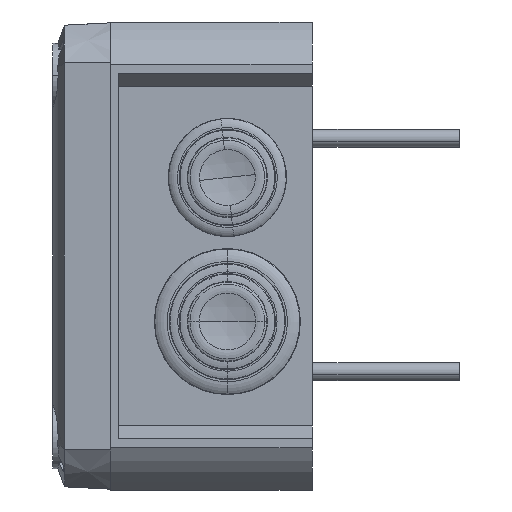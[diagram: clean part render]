
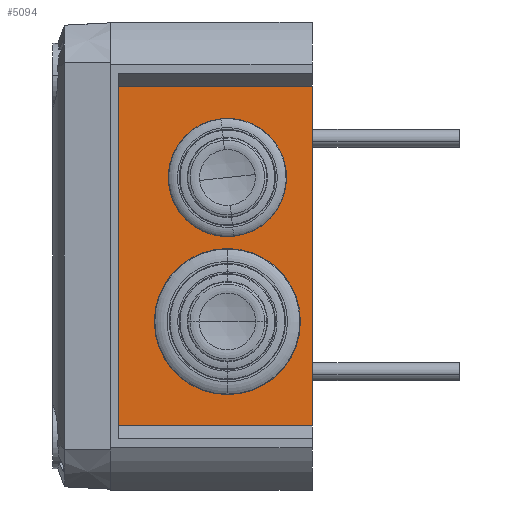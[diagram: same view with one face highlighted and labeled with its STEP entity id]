
A CAD part, left-side view. The second image highlights one B-rep face of the part: STEP entity #5094.
In plain terms, the highlighted planar face has unit normal (-1, 0, 0).
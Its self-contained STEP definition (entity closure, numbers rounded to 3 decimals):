
#519 = EDGE_CURVE ( 'NONE', #5614, #19137, #22523, .T. ) ;
#573 = DIRECTION ( 'NONE',  ( 0., -1., 0. ) ) ;
#771 = FACE_OUTER_BOUND ( 'NONE', #26989, .T. ) ;
#949 = DIRECTION ( 'NONE',  ( 1., 0., 0. ) ) ;
#1136 = CARTESIAN_POINT ( 'NONE',  ( -69.892, 21.723, 19.56 ) ) ;
#1610 = AXIS2_PLACEMENT_3D ( 'NONE', #17957, #3754, #20332 ) ;
#1623 = EDGE_CURVE ( 'NONE', #21062, #18839, #10536, .T. ) ;
#2018 = DIRECTION ( 'NONE',  ( 0., 0., -1. ) ) ;
#2753 = CARTESIAN_POINT ( 'NONE',  ( -69.892, 48.35, -42.347 ) ) ;
#3476 = EDGE_CURVE ( 'NONE', #13032, #14352, #3491, .T. ) ;
#3484 = DIRECTION ( 'NONE',  ( 0., 0., -1. ) ) ;
#3491 = LINE ( 'NONE', #20458, #26061 ) ;
#3754 = DIRECTION ( 'NONE',  ( 1., 0., 0. ) ) ;
#3910 = AXIS2_PLACEMENT_3D ( 'NONE', #16181, #949, #3484 ) ;
#4061 = DIRECTION ( 'NONE',  ( 0., 0., -1. ) ) ;
#4713 = LINE ( 'NONE', #8415, #18079 ) ;
#5094 = ADVANCED_FACE ( 'NONE', ( #26812, #27542, #771 ), #19485, .F. ) ;
#5268 = DIRECTION ( 'NONE',  ( 1., 0., 0. ) ) ;
#5614 = VERTEX_POINT ( 'NONE', #14758 ) ;
#5762 = ORIENTED_EDGE ( 'NONE', *, *, #3476, .T. ) ;
#5963 = EDGE_CURVE ( 'NONE', #19137, #5614, #26404, .T. ) ;
#6393 = CARTESIAN_POINT ( 'NONE',  ( -69.892, 48.35, 42.347 ) ) ;
#6747 = LINE ( 'NONE', #20772, #18632 ) ;
#8073 = ORIENTED_EDGE ( 'NONE', *, *, #21584, .T. ) ;
#8320 = CIRCLE ( 'NONE', #1610, 16.1 ) ;
#8326 = CARTESIAN_POINT ( 'NONE',  ( -69.892, 21.723, 32.16 ) ) ;
#8337 = ORIENTED_EDGE ( 'NONE', *, *, #17156, .F. ) ;
#8415 = CARTESIAN_POINT ( 'NONE',  ( -69.892, 48.35, -42.347 ) ) ;
#8708 = ORIENTED_EDGE ( 'NONE', *, *, #519, .T. ) ;
#9433 = CARTESIAN_POINT ( 'NONE',  ( -69.892, 48.35, 42.347 ) ) ;
#9788 = ORIENTED_EDGE ( 'NONE', *, *, #1623, .T. ) ;
#10536 = CIRCLE ( 'NONE', #3910, 16.1 ) ;
#10701 = VERTEX_POINT ( 'NONE', #2753 ) ;
#11161 = DIRECTION ( 'NONE',  ( 1., 0., 0. ) ) ;
#12303 = LINE ( 'NONE', #9433, #30438 ) ;
#12688 = ORIENTED_EDGE ( 'NONE', *, *, #5963, .T. ) ;
#13032 = VERTEX_POINT ( 'NONE', #26516 ) ;
#14027 = CARTESIAN_POINT ( 'NONE',  ( -69.892, 21.723, 19.56 ) ) ;
#14352 = VERTEX_POINT ( 'NONE', #26022 ) ;
#14593 = EDGE_CURVE ( 'NONE', #10701, #13032, #4713, .T. ) ;
#14758 = CARTESIAN_POINT ( 'NONE',  ( -69.892, 21.723, 6.96 ) ) ;
#14962 = EDGE_LOOP ( 'NONE', ( #12688, #8708 ) ) ;
#15262 = VERTEX_POINT ( 'NONE', #25452 ) ;
#16181 = CARTESIAN_POINT ( 'NONE',  ( -69.892, 21.723, -16.34 ) ) ;
#16279 = EDGE_LOOP ( 'NONE', ( #8073, #9788 ) ) ;
#17156 = EDGE_CURVE ( 'NONE', #15262, #14352, #6747, .T. ) ;
#17626 = EDGE_CURVE ( 'NONE', #10701, #15262, #12303, .T. ) ;
#17957 = CARTESIAN_POINT ( 'NONE',  ( -69.892, 21.723, -16.34 ) ) ;
#18079 = VECTOR ( 'NONE', #573, 1000. ) ;
#18291 = CARTESIAN_POINT ( 'NONE',  ( -69.892, 21.723, -32.44 ) ) ;
#18632 = VECTOR ( 'NONE', #21071, 1000. ) ;
#18839 = VERTEX_POINT ( 'NONE', #21300 ) ;
#19137 = VERTEX_POINT ( 'NONE', #8326 ) ;
#19224 = AXIS2_PLACEMENT_3D ( 'NONE', #6393, #5268, #2018 ) ;
#19314 = ORIENTED_EDGE ( 'NONE', *, *, #14593, .T. ) ;
#19485 = PLANE ( 'NONE',  #19224 ) ;
#20332 = DIRECTION ( 'NONE',  ( 0., 0., -1. ) ) ;
#20458 = CARTESIAN_POINT ( 'NONE',  ( -69.892, 0., 42.347 ) ) ;
#20772 = CARTESIAN_POINT ( 'NONE',  ( -69.892, 48.35, 42.347 ) ) ;
#21062 = VERTEX_POINT ( 'NONE', #18291 ) ;
#21071 = DIRECTION ( 'NONE',  ( 0., -1., 0. ) ) ;
#21154 = AXIS2_PLACEMENT_3D ( 'NONE', #1136, #11161, #4061 ) ;
#21300 = CARTESIAN_POINT ( 'NONE',  ( -69.892, 21.723, -0.24 ) ) ;
#21495 = DIRECTION ( 'NONE',  ( 0., 0., -1. ) ) ;
#21584 = EDGE_CURVE ( 'NONE', #18839, #21062, #8320, .T. ) ;
#22523 = CIRCLE ( 'NONE', #21154, 12.6 ) ;
#22567 = DIRECTION ( 'NONE',  ( 0., 0., 1. ) ) ;
#23295 = DIRECTION ( 'NONE',  ( 0., 0., 1. ) ) ;
#23490 = DIRECTION ( 'NONE',  ( 1., 0., 0. ) ) ;
#25452 = CARTESIAN_POINT ( 'NONE',  ( -69.892, 48.35, 42.347 ) ) ;
#26022 = CARTESIAN_POINT ( 'NONE',  ( -69.892, 0., 42.347 ) ) ;
#26061 = VECTOR ( 'NONE', #22567, 1000. ) ;
#26404 = CIRCLE ( 'NONE', #27395, 12.6 ) ;
#26516 = CARTESIAN_POINT ( 'NONE',  ( -69.892, 0., -42.347 ) ) ;
#26812 = FACE_BOUND ( 'NONE', #14962, .T. ) ;
#26989 = EDGE_LOOP ( 'NONE', ( #5762, #8337, #27963, #19314 ) ) ;
#27395 = AXIS2_PLACEMENT_3D ( 'NONE', #14027, #23490, #21495 ) ;
#27542 = FACE_BOUND ( 'NONE', #16279, .T. ) ;
#27963 = ORIENTED_EDGE ( 'NONE', *, *, #17626, .F. ) ;
#30438 = VECTOR ( 'NONE', #23295, 1000. ) ;
